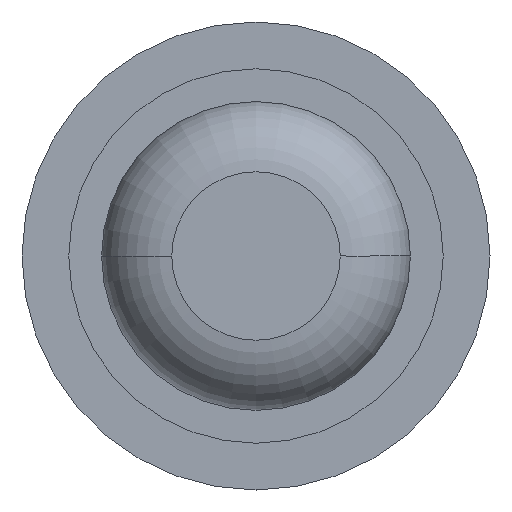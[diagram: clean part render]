
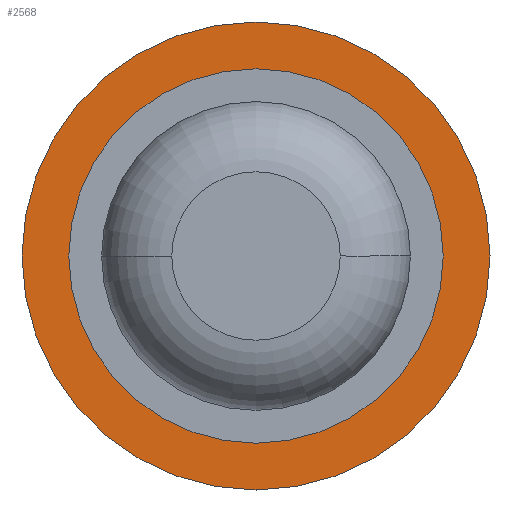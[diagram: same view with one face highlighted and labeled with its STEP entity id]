
A CAD part, front view. The second image highlights one B-rep face of the part: STEP entity #2568.
In plain terms, the highlighted planar face has unit normal (0, -1, 0).
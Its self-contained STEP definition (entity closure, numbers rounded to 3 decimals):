
#175 = VERTEX_POINT ( 'NONE', #1660 ) ;
#232 = VERTEX_POINT ( 'NONE', #3228 ) ;
#235 = EDGE_LOOP ( 'NONE', ( #3251, #1577 ) ) ;
#349 = CIRCLE ( 'NONE', #2425, 0.64 ) ;
#403 = CIRCLE ( 'NONE', #2983, 1.25 ) ;
#529 = CARTESIAN_POINT ( 'NONE',  ( 0., 5., 0. ) ) ;
#551 = DIRECTION ( 'NONE',  ( -1., 0., 0. ) ) ;
#624 = ORIENTED_EDGE ( 'NONE', *, *, #3289, .T. ) ;
#642 = CARTESIAN_POINT ( 'NONE',  ( 0., 5., 0. ) ) ;
#847 = DIRECTION ( 'NONE',  ( -1., 0., 0. ) ) ;
#870 = AXIS2_PLACEMENT_3D ( 'NONE', #1148, #3336, #847 ) ;
#1099 = VERTEX_POINT ( 'NONE', #3568 ) ;
#1137 = EDGE_CURVE ( 'Defeature ausgef�hrt1_13+Defeature ausgef�hrt1_14+Defeature ausgef�hrt1_14+Defeature ausgef�hrt1_14', #175, #1689, #3817, .T. ) ;
#1148 = CARTESIAN_POINT ( 'NONE',  ( 0., 5., 0. ) ) ;
#1224 = CIRCLE ( 'NONE', #3114, 0.64 ) ;
#1377 = AXIS2_PLACEMENT_3D ( 'NONE', #1581, #3721, #2833 ) ;
#1577 = ORIENTED_EDGE ( 'NONE', *, *, #2814, .F. ) ;
#1581 = CARTESIAN_POINT ( 'NONE',  ( 1.25, 5., 0. ) ) ;
#1660 = CARTESIAN_POINT ( 'NONE',  ( -1.25, 5., 0. ) ) ;
#1689 = VERTEX_POINT ( 'NONE', #2442 ) ;
#1738 = CARTESIAN_POINT ( 'NONE',  ( 0., 5., 0. ) ) ;
#1840 = DIRECTION ( 'NONE',  ( 0., 1., 0. ) ) ;
#2425 = AXIS2_PLACEMENT_3D ( 'NONE', #1738, #3888, #2939 ) ;
#2439 = DIRECTION ( 'NONE',  ( -1., 0., 0. ) ) ;
#2442 = CARTESIAN_POINT ( 'NONE',  ( 1.25, 5., 0. ) ) ;
#2519 = ORIENTED_EDGE ( 'NONE', *, *, #3159, .T. ) ;
#2568 = ADVANCED_FACE ( 'Defeature ausgef�hrt1_14', ( #3282, #2703 ), #3108, .F. ) ;
#2666 = EDGE_LOOP ( 'NONE', ( #2519, #624 ) ) ;
#2703 = FACE_BOUND ( 'NONE', #2666, .T. ) ;
#2814 = EDGE_CURVE ( 'Defeature ausgef�hrt1_13+Defeature ausgef�hrt1_14+Defeature ausgef�hrt1_14+Defeature ausgef�hrt1_14', #1689, #175, #403, .T. ) ;
#2833 = DIRECTION ( 'NONE',  ( -1., 0., 0. ) ) ;
#2939 = DIRECTION ( 'NONE',  ( -1., 0., 0. ) ) ;
#2983 = AXIS2_PLACEMENT_3D ( 'NONE', #529, #3290, #551 ) ;
#3108 = PLANE ( 'NONE',  #1377 ) ;
#3114 = AXIS2_PLACEMENT_3D ( 'NONE', #642, #1840, #2439 ) ;
#3159 = EDGE_CURVE ( 'Defeature ausgef�hrt1_14+Defeature ausgef�hrt1_11+Defeature ausgef�hrt1_11+Defeature ausgef�hrt1_11', #1099, #232, #349, .T. ) ;
#3228 = CARTESIAN_POINT ( 'NONE',  ( 0.64, 5., 0. ) ) ;
#3251 = ORIENTED_EDGE ( 'NONE', *, *, #1137, .F. ) ;
#3282 = FACE_OUTER_BOUND ( 'NONE', #235, .T. ) ;
#3289 = EDGE_CURVE ( 'Defeature ausgef�hrt1_14+Defeature ausgef�hrt1_11+Defeature ausgef�hrt1_11+Defeature ausgef�hrt1_11', #232, #1099, #1224, .T. ) ;
#3290 = DIRECTION ( 'NONE',  ( 0., 1., 0. ) ) ;
#3336 = DIRECTION ( 'NONE',  ( 0., 1., 0. ) ) ;
#3568 = CARTESIAN_POINT ( 'NONE',  ( -0.64, 5., 0. ) ) ;
#3721 = DIRECTION ( 'NONE',  ( 0., 1., 0. ) ) ;
#3817 = CIRCLE ( 'NONE', #870, 1.25 ) ;
#3888 = DIRECTION ( 'NONE',  ( 0., 1., 0. ) ) ;
